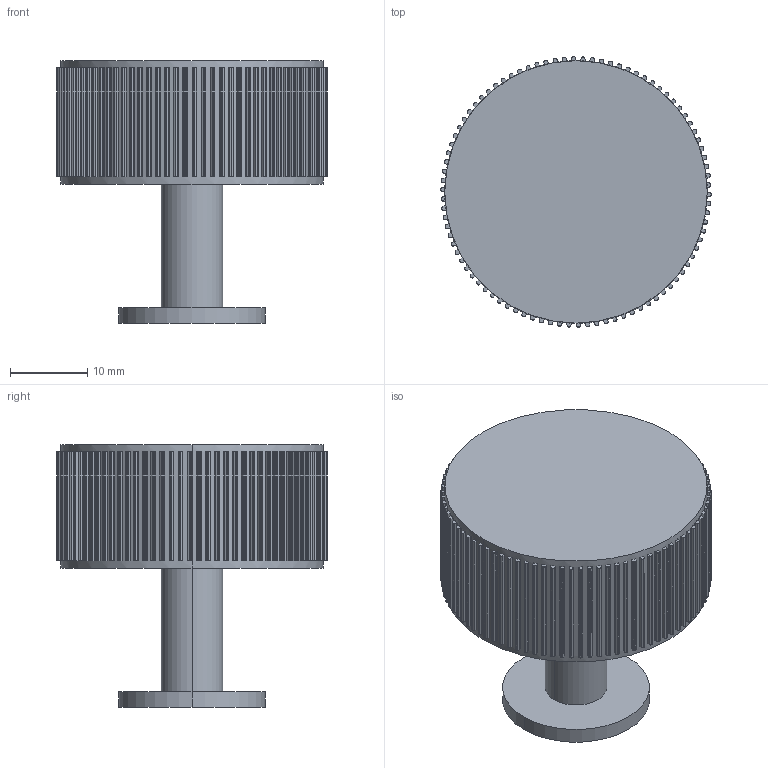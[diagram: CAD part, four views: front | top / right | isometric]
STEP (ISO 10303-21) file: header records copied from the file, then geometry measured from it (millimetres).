
FILE_DESCRIPTION (( 'STEP AP214' ), '1' );
FILE_NAME ('HDL32_STEP_v10923.STEP', '2023-09-28T14:51:15', ( '' ), ( '' ), 'SwSTEP 2.0', 'SolidWorks 2019', '' );
FILE_SCHEMA (( 'AUTOMOTIVE_DESIGN' ));
Length unit declared in the file: millimetre
Products named in the file (1): HDL32_STEP_v10923
Bounding box: 35 x 35 x 34 mm (x, y, z)
Volume: 15970.5 mm3; surface area: 5775.3 mm2
Topology: 1 solids, 1 shells, 864 faces, 2309 edges, 1538 vertices
Faces by surface type: plane 545, cylinder 319
Entity records: 27193 total; most frequent: DIRECTION 4857, CARTESIAN_POINT 4712, ORIENTED_EDGE 4618, EDGE_CURVE 2309, AXIS2_PLACEMENT_3D 1683, VERTEX_POINT 1538, VECTOR 1491, LINE 1491
